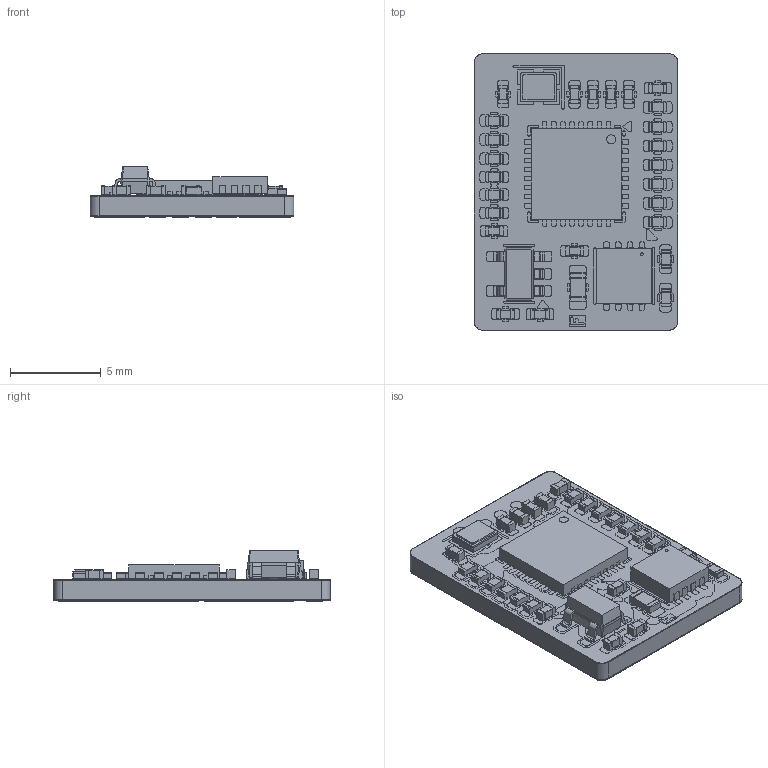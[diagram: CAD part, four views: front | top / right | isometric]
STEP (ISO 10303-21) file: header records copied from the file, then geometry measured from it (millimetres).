
FILE_DESCRIPTION(('HOOPS Exchange Step'),'2;1');
FILE_NAME('temp_export','2026-03-06T11:34:26+08:00',('huibean'),('Shapr3D Limited'),'HOOPS Exchange 2025.9','Shapr3D','Authorized');
FILE_SCHEMA( ('AP242_MANAGED_MODEL_BASED_3D_ENGINEERING_MIM_LF {1 0 10303 442 1 1 4}') );
Length unit declared in the file: millimetre
Products named in the file (39): C_0402_1005Metric; R_0402_1005Metric; HVSON08_3X3_NXP; QFN-32-1EP_5x5mm_P0.5mm_EP3.45x3.45mm; Fuse_0603_1608Metric; SOT-23-5; 2016-SMD4; vimdrones_can_periph_pico_v1.0_copper; vimdrones_can_periph_pico_v1.0_pad; vimdrones_can_periph_pico_v1.0_silkscreen; vimdrones_can_periph_pico_v1.0_soldermask; vimdrones_can_periph_pico_v1.0_PCB; vimdrones_can_periph_pico_v1.0.step; root
Assembly tree (38 placements, depth 3):
  root
    vimdrones_can_periph_pico_v1.0.step
      C_0402_1005Metric
      R_0402_1005Metric
      HVSON08_3X3_NXP
      R_0402_1005Metric
      R_0402_1005Metric
      R_0402_1005Metric
      R_0402_1005Metric
      R_0402_1005Metric
      QFN-32-1EP_5x5mm_P0.5mm_EP3.45x3.45mm
      C_0402_1005Metric
      C_0402_1005Metric
      Fuse_0603_1608Metric
      R_0402_1005Metric
      C_0402_1005Metric
      C_0402_1005Metric
      R_0402_1005Metric
      R_0402_1005Metric
      R_0402_1005Metric
      C_0402_1005Metric
      R_0402_1005Metric
      R_0402_1005Metric
      R_0402_1005Metric
      C_0402_1005Metric
      C_0402_1005Metric
      R_0402_1005Metric
      C_0402_1005Metric
      SOT-23-5
      R_0402_1005Metric
      C_0402_1005Metric
      2016-SMD4
      vimdrones_can_periph_pico_v1.0_copper
      vimdrones_can_periph_pico_v1.0_pad
      vimdrones_can_periph_pico_v1.0_silkscreen
      vimdrones_can_periph_pico_v1.0_silkscreen
      vimdrones_can_periph_pico_v1.0_soldermask
      vimdrones_can_periph_pico_v1.0_soldermask
      vimdrones_can_periph_pico_v1.0_PCB
Bounding box: 11.2 x 15.2 x 2.78 mm (x, y, z)
Volume: 232.6 mm3; surface area: 1469.4 mm2
Topology: 174 solids, 281 shells, 4092 faces, 13546 edges, 9930 vertices
Faces by surface type: plane 3055, cylinder 1037
Full cylindrical faces by diameter (mm): 0.15 x1, 0.5 x1, 0.717 x6
Entity records: 161425 total; most frequent: CARTESIAN_POINT 41434, ORIENTED_EDGE 24374, DIRECTION 23010, EDGE_CURVE 13546, VECTOR 10510, LINE 10510, VERTEX_POINT 9930, AXIS2_PLACEMENT_3D 6250
